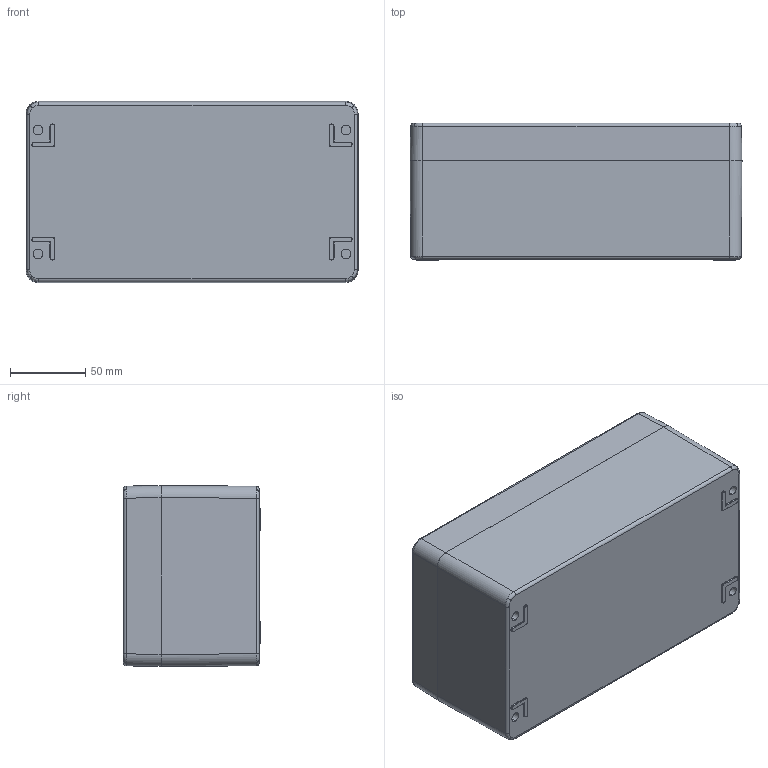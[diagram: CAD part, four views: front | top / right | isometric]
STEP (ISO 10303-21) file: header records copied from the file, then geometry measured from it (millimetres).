
FILE_DESCRIPTION (( 'STEP AP214' ), '1' );
FILE_NAME ('02122209.STEP', '2008-12-19T09:00:57', ( ' ' ), ( '' ), 'SwSTEP 2.0', 'SolidWorks 2008', '' );
FILE_SCHEMA (( 'AUTOMOTIVE_DESIGN' ));
Length unit declared in the file: millimetre
Products named in the file (8): 82009_Standard; 93136_Standard; 21252-Unterteil_Standard; 02122209; 86222_Standard; 86224_Standard; 21252-Deckel_Standard
Assembly tree (18 placements, depth 3):
  02122209
    93136_Standard  x4
    21252-Deckel_Standard
    82009_Standard
    21252-Unterteil_Standard
      86222_Standard  x6
      86224_Standard  x4
      21252-Unterteil_Standard
Bounding box: 220 x 91 x 120 mm (x, y, z)
Volume: 587912.1 mm3; surface area: 240999.4 mm2
Topology: 17 solids, 17 shells, 1192 faces, 2848 edges, 1722 vertices
Faces by surface type: plane 390, cylinder 310, cone 208, bspline 188, torus 80, sphere 16
Entity records: 27138 total; most frequent: CARTESIAN_POINT 10482, ORIENTED_EDGE 3712, DIRECTION 3204, EDGE_CURVE 1856, AXIS2_PLACEMENT_3D 1264, VERTEX_POINT 1120, EDGE_LOOP 840, FACE_OUTER_BOUND 786
